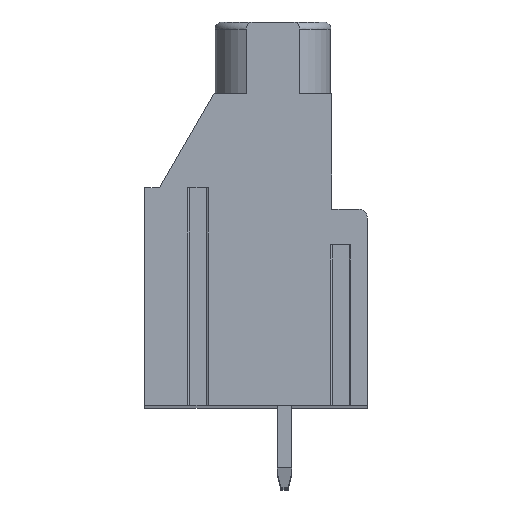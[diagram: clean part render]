
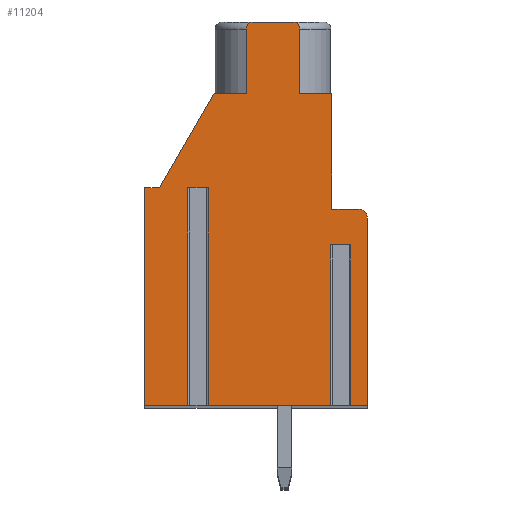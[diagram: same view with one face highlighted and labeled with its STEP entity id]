
A CAD part, top view. The second image highlights one B-rep face of the part: STEP entity #11204.
In plain terms, the highlighted planar face has unit normal (0, 0, 1).
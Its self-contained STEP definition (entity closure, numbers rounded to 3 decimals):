
#65=DIRECTION('',(-1.,0.,0.));
#66=VECTOR('',#65,1.146);
#67=CARTESIAN_POINT('',(-2.127,1.2,79.375));
#68=LINE('',#67,#66);
#69=DIRECTION('',(0.,-1.,0.));
#70=VECTOR('',#69,12.2);
#71=CARTESIAN_POINT('',(-3.273,1.2,79.375));
#72=LINE('',#71,#70);
#73=DIRECTION('',(1.,0.,0.));
#74=VECTOR('',#73,2.427);
#75=CARTESIAN_POINT('',(-5.7,-11.,79.375));
#76=LINE('',#75,#74);
#77=DIRECTION('',(0.,-1.,0.));
#78=VECTOR('',#77,12.2);
#79=CARTESIAN_POINT('',(-5.7,1.2,79.375));
#80=LINE('',#79,#78);
#81=DIRECTION('',(-1.,0.,0.));
#82=VECTOR('',#81,0.84);
#83=CARTESIAN_POINT('',(-4.86,1.2,79.375));
#84=LINE('',#83,#82);
#85=DIRECTION('',(-0.5,-0.866,0.));
#86=VECTOR('',#85,6.12);
#87=CARTESIAN_POINT('',(-1.8,6.5,79.375));
#88=LINE('',#87,#86);
#89=DIRECTION('',(-1.,0.,0.));
#90=VECTOR('',#89,1.8);
#91=CARTESIAN_POINT('',(0.,6.5,79.375));
#92=LINE('',#91,#90);
#93=DIRECTION('',(0.,-1.,0.));
#94=VECTOR('',#93,3.6);
#95=CARTESIAN_POINT('',(0.,10.1,79.375));
#96=LINE('',#95,#94);
#97=CARTESIAN_POINT('',(0.4,10.1,79.375));
#98=DIRECTION('',(0.,0.,1.));
#99=DIRECTION('',(0.,1.,0.));
#100=AXIS2_PLACEMENT_3D('',#97,#98,#99);
#102=DIRECTION('',(-1.,0.,0.));
#103=VECTOR('',#102,2.2);
#104=CARTESIAN_POINT('',(2.6,10.5,79.375));
#105=LINE('',#104,#103);
#106=CARTESIAN_POINT('',(2.6,10.1,79.375));
#107=DIRECTION('',(0.,0.,1.));
#108=DIRECTION('',(1.,0.,0.));
#109=AXIS2_PLACEMENT_3D('',#106,#107,#108);
#111=DIRECTION('',(0.,1.,0.));
#112=VECTOR('',#111,3.6);
#113=CARTESIAN_POINT('',(3.,6.5,79.375));
#114=LINE('',#113,#112);
#115=DIRECTION('',(-1.,0.,0.));
#116=VECTOR('',#115,1.8);
#117=CARTESIAN_POINT('',(4.8,6.5,79.375));
#118=LINE('',#117,#116);
#119=DIRECTION('',(0.,1.,0.));
#120=VECTOR('',#119,6.5);
#121=CARTESIAN_POINT('',(4.8,0.,79.375));
#122=LINE('',#121,#120);
#123=DIRECTION('',(-1.,0.,0.));
#124=VECTOR('',#123,1.5);
#125=CARTESIAN_POINT('',(6.3,0.,79.375));
#126=LINE('',#125,#124);
#127=CARTESIAN_POINT('',(6.3,-0.5,79.375));
#128=DIRECTION('',(0.,0.,1.));
#129=DIRECTION('',(1.,0.,0.));
#130=AXIS2_PLACEMENT_3D('',#127,#128,#129);
#132=DIRECTION('',(0.,1.,0.));
#133=VECTOR('',#132,10.5);
#134=CARTESIAN_POINT('',(6.8,-11.,79.375));
#135=LINE('',#134,#133);
#136=DIRECTION('',(1.,0.,0.));
#137=VECTOR('',#136,0.925);
#138=CARTESIAN_POINT('',(5.875,-11.,79.375));
#139=LINE('',#138,#137);
#140=DIRECTION('',(0.,-1.,0.));
#141=VECTOR('',#140,9.);
#142=CARTESIAN_POINT('',(5.875,-2.,79.375));
#143=LINE('',#142,#141);
#144=DIRECTION('',(-1.,0.,0.));
#145=VECTOR('',#144,1.146);
#146=CARTESIAN_POINT('',(5.875,-2.,79.375));
#147=LINE('',#146,#145);
#148=DIRECTION('',(0.,-1.,0.));
#149=VECTOR('',#148,9.);
#150=CARTESIAN_POINT('',(4.728,-2.,79.375));
#151=LINE('',#150,#149);
#152=DIRECTION('',(1.,0.,0.));
#153=VECTOR('',#152,6.855);
#154=CARTESIAN_POINT('',(-2.127,-11.,79.375));
#155=LINE('',#154,#153);
#156=DIRECTION('',(0.,-1.,0.));
#157=VECTOR('',#156,12.2);
#158=CARTESIAN_POINT('',(-2.127,1.2,79.375));
#159=LINE('',#158,#157);
#8723=CARTESIAN_POINT('',(6.8,-11.,79.375));
#8724=CARTESIAN_POINT('',(6.8,-0.5,79.375));
#8725=VERTEX_POINT('',#8723);
#8726=VERTEX_POINT('',#8724);
#8727=CARTESIAN_POINT('',(6.3,0.,79.375));
#8728=VERTEX_POINT('',#8727);
#8729=CARTESIAN_POINT('',(4.8,0.,79.375));
#8730=VERTEX_POINT('',#8729);
#8731=CARTESIAN_POINT('',(4.8,6.5,79.375));
#8732=VERTEX_POINT('',#8731);
#8733=CARTESIAN_POINT('',(3.,6.5,79.375));
#8734=VERTEX_POINT('',#8733);
#8735=CARTESIAN_POINT('',(3.,10.1,79.375));
#8736=VERTEX_POINT('',#8735);
#8737=CARTESIAN_POINT('',(2.6,10.5,79.375));
#8738=VERTEX_POINT('',#8737);
#8739=CARTESIAN_POINT('',(0.4,10.5,79.375));
#8740=VERTEX_POINT('',#8739);
#8741=CARTESIAN_POINT('',(0.,10.1,79.375));
#8742=VERTEX_POINT('',#8741);
#8743=CARTESIAN_POINT('',(0.,6.5,79.375));
#8744=VERTEX_POINT('',#8743);
#8745=CARTESIAN_POINT('',(-1.8,6.5,79.375));
#8746=VERTEX_POINT('',#8745);
#8747=CARTESIAN_POINT('',(-4.86,1.2,79.375));
#8748=VERTEX_POINT('',#8747);
#8749=CARTESIAN_POINT('',(-5.7,1.2,79.375));
#8750=VERTEX_POINT('',#8749);
#8751=CARTESIAN_POINT('',(-5.7,-11.,79.375));
#8752=VERTEX_POINT('',#8751);
#8909=CARTESIAN_POINT('',(5.875,-2.,79.375));
#8910=CARTESIAN_POINT('',(4.728,-2.,79.375));
#8911=VERTEX_POINT('',#8909);
#8912=VERTEX_POINT('',#8910);
#8913=CARTESIAN_POINT('',(5.875,-11.,79.375));
#8914=VERTEX_POINT('',#8913);
#8915=CARTESIAN_POINT('',(4.728,-11.,79.375));
#8916=VERTEX_POINT('',#8915);
#8941=CARTESIAN_POINT('',(-2.127,1.2,79.375));
#8942=CARTESIAN_POINT('',(-3.273,1.2,79.375));
#8943=VERTEX_POINT('',#8941);
#8944=VERTEX_POINT('',#8942);
#8945=CARTESIAN_POINT('',(-2.127,-11.,79.375));
#8946=VERTEX_POINT('',#8945);
#8947=CARTESIAN_POINT('',(-3.273,-11.,79.375));
#8948=VERTEX_POINT('',#8947);
#11151=CARTESIAN_POINT('',(0.,0.,79.375));
#11152=DIRECTION('',(0.,0.,1.));
#11153=DIRECTION('',(1.,0.,0.));
#11154=AXIS2_PLACEMENT_3D('',#11151,#11152,#11153);
#11155=PLANE('',#11154);
#11157=ORIENTED_EDGE('',*,*,#11156,.T.);
#11159=ORIENTED_EDGE('',*,*,#11158,.T.);
#11161=ORIENTED_EDGE('',*,*,#11160,.F.);
#11163=ORIENTED_EDGE('',*,*,#11162,.F.);
#11165=ORIENTED_EDGE('',*,*,#11164,.F.);
#11167=ORIENTED_EDGE('',*,*,#11166,.F.);
#11169=ORIENTED_EDGE('',*,*,#11168,.F.);
#11171=ORIENTED_EDGE('',*,*,#11170,.F.);
#11173=ORIENTED_EDGE('',*,*,#11172,.F.);
#11175=ORIENTED_EDGE('',*,*,#11174,.F.);
#11177=ORIENTED_EDGE('',*,*,#11176,.F.);
#11179=ORIENTED_EDGE('',*,*,#11178,.F.);
#11181=ORIENTED_EDGE('',*,*,#11180,.F.);
#11183=ORIENTED_EDGE('',*,*,#11182,.F.);
#11185=ORIENTED_EDGE('',*,*,#11184,.F.);
#11187=ORIENTED_EDGE('',*,*,#11186,.F.);
#11189=ORIENTED_EDGE('',*,*,#11188,.F.);
#11191=ORIENTED_EDGE('',*,*,#11190,.F.);
#11193=ORIENTED_EDGE('',*,*,#11192,.F.);
#11195=ORIENTED_EDGE('',*,*,#11194,.T.);
#11197=ORIENTED_EDGE('',*,*,#11196,.T.);
#11199=ORIENTED_EDGE('',*,*,#11198,.F.);
#11201=ORIENTED_EDGE('',*,*,#11200,.F.);
#11202=EDGE_LOOP('',(#11157,#11159,#11161,#11163,#11165,#11167,#11169,#11171,
#11173,#11175,#11177,#11179,#11181,#11183,#11185,#11187,#11189,#11191,#11193,
#11195,#11197,#11199,#11201));
#11203=FACE_OUTER_BOUND('',#11202,.F.);
#101=CIRCLE('',#100,0.4);
#110=CIRCLE('',#109,0.4);
#131=CIRCLE('',#130,0.5);
#11156=EDGE_CURVE('',#8943,#8944,#68,.T.);
#11158=EDGE_CURVE('',#8944,#8948,#72,.T.);
#11160=EDGE_CURVE('',#8752,#8948,#76,.T.);
#11162=EDGE_CURVE('',#8750,#8752,#80,.T.);
#11164=EDGE_CURVE('',#8748,#8750,#84,.T.);
#11166=EDGE_CURVE('',#8746,#8748,#88,.T.);
#11168=EDGE_CURVE('',#8744,#8746,#92,.T.);
#11170=EDGE_CURVE('',#8742,#8744,#96,.T.);
#11172=EDGE_CURVE('',#8740,#8742,#101,.T.);
#11174=EDGE_CURVE('',#8738,#8740,#105,.T.);
#11176=EDGE_CURVE('',#8736,#8738,#110,.T.);
#11178=EDGE_CURVE('',#8734,#8736,#114,.T.);
#11180=EDGE_CURVE('',#8732,#8734,#118,.T.);
#11182=EDGE_CURVE('',#8730,#8732,#122,.T.);
#11184=EDGE_CURVE('',#8728,#8730,#126,.T.);
#11186=EDGE_CURVE('',#8726,#8728,#131,.T.);
#11188=EDGE_CURVE('',#8725,#8726,#135,.T.);
#11190=EDGE_CURVE('',#8914,#8725,#139,.T.);
#11192=EDGE_CURVE('',#8911,#8914,#143,.T.);
#11194=EDGE_CURVE('',#8911,#8912,#147,.T.);
#11196=EDGE_CURVE('',#8912,#8916,#151,.T.);
#11198=EDGE_CURVE('',#8946,#8916,#155,.T.);
#11200=EDGE_CURVE('',#8943,#8946,#159,.T.);
#11204=ADVANCED_FACE('',(#11203),#11155,.T.);
